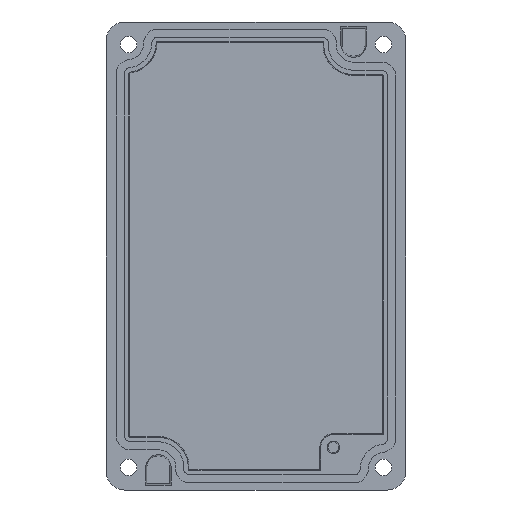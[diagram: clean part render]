
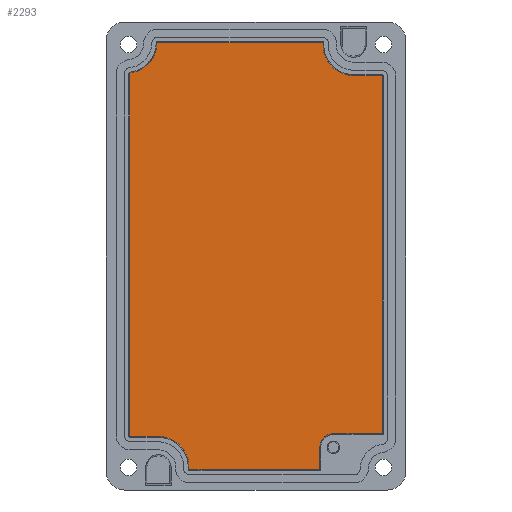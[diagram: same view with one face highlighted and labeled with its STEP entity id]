
A CAD part, front view. The second image highlights one B-rep face of the part: STEP entity #2293.
In plain terms, the highlighted planar face has unit normal (0, -1, 0).
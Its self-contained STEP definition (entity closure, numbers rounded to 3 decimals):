
#2293 = ADVANCED_FACE('',(#2294),#2450,.F.);
#2294 = FACE_BOUND('',#2295,.T.);
#2295 = EDGE_LOOP('',(#2296,#2306,#2314,#2323,#2331,#2339,#2348,#2356,
    #2365,#2374,#2382,#2391,#2400,#2409,#2417,#2426,#2434,#2443));
#2296 = ORIENTED_EDGE('',*,*,#2297,.F.);
#2297 = EDGE_CURVE('',#2298,#2300,#2302,.T.);
#2298 = VERTEX_POINT('',#2299);
#2299 = CARTESIAN_POINT('',(16.979,12.231,-56.83));
#2300 = VERTEX_POINT('',#2301);
#2301 = CARTESIAN_POINT('',(-17.573,12.231,-56.83));
#2302 = LINE('',#2303,#2304);
#2303 = CARTESIAN_POINT('',(26.083,12.231,-56.83));
#2304 = VECTOR('',#2305,1.);
#2305 = DIRECTION('',(-1.,0.,0.));
#2306 = ORIENTED_EDGE('',*,*,#2307,.F.);
#2307 = EDGE_CURVE('',#2308,#2298,#2310,.T.);
#2308 = VERTEX_POINT('',#2309);
#2309 = CARTESIAN_POINT('',(16.979,12.231,-50.942));
#2310 = LINE('',#2311,#2312);
#2311 = CARTESIAN_POINT('',(16.979,12.231,-50.942));
#2312 = VECTOR('',#2313,1.);
#2313 = DIRECTION('',(0.,0.,-1.));
#2314 = ORIENTED_EDGE('',*,*,#2315,.F.);
#2315 = EDGE_CURVE('',#2316,#2308,#2318,.T.);
#2316 = VERTEX_POINT('',#2317);
#2317 = CARTESIAN_POINT('',(20.692,12.231,-47.228));
#2318 = CIRCLE('',#2319,3.713);
#2319 = AXIS2_PLACEMENT_3D('',#2320,#2321,#2322);
#2320 = CARTESIAN_POINT('',(20.692,12.231,-50.942));
#2321 = DIRECTION('',(0.,-1.,0.));
#2322 = DIRECTION('',(0.,0.,1.));
#2323 = ORIENTED_EDGE('',*,*,#2324,.F.);
#2324 = EDGE_CURVE('',#2325,#2316,#2327,.T.);
#2325 = VERTEX_POINT('',#2326);
#2326 = CARTESIAN_POINT('',(33.667,12.231,-47.228));
#2327 = LINE('',#2328,#2329);
#2328 = CARTESIAN_POINT('',(33.88,12.231,-47.228));
#2329 = VECTOR('',#2330,1.);
#2330 = DIRECTION('',(-1.,0.,0.));
#2331 = ORIENTED_EDGE('',*,*,#2332,.F.);
#2332 = EDGE_CURVE('',#2333,#2325,#2335,.T.);
#2333 = VERTEX_POINT('',#2334);
#2334 = CARTESIAN_POINT('',(33.667,12.231,47.767));
#2335 = LINE('',#2336,#2337);
#2336 = CARTESIAN_POINT('',(33.667,12.231,47.767));
#2337 = VECTOR('',#2338,1.);
#2338 = DIRECTION('',(0.,0.,-1.));
#2339 = ORIENTED_EDGE('',*,*,#2340,.F.);
#2340 = EDGE_CURVE('',#2341,#2333,#2343,.T.);
#2341 = VERTEX_POINT('',#2342);
#2342 = CARTESIAN_POINT('',(33.398,12.231,48.037));
#2343 = CIRCLE('',#2344,0.269);
#2344 = AXIS2_PLACEMENT_3D('',#2345,#2346,#2347);
#2345 = CARTESIAN_POINT('',(33.398,12.231,47.767));
#2346 = DIRECTION('',(0.,1.,0.));
#2347 = DIRECTION('',(0.,-0.,1.));
#2348 = ORIENTED_EDGE('',*,*,#2349,.F.);
#2349 = EDGE_CURVE('',#2350,#2341,#2352,.T.);
#2350 = VERTEX_POINT('',#2351);
#2351 = CARTESIAN_POINT('',(25.956,12.231,48.037));
#2352 = LINE('',#2353,#2354);
#2353 = CARTESIAN_POINT('',(25.956,12.231,48.037));
#2354 = VECTOR('',#2355,1.);
#2355 = DIRECTION('',(1.,0.,0.));
#2356 = ORIENTED_EDGE('',*,*,#2357,.F.);
#2357 = EDGE_CURVE('',#2358,#2350,#2360,.T.);
#2358 = VERTEX_POINT('',#2359);
#2359 = CARTESIAN_POINT('',(17.842,12.231,56.548));
#2360 = CIRCLE('',#2361,8.123);
#2361 = AXIS2_PLACEMENT_3D('',#2362,#2363,#2364);
#2362 = CARTESIAN_POINT('',(25.956,12.231,56.159));
#2363 = DIRECTION('',(-0.,-1.,0.));
#2364 = DIRECTION('',(0.,-0.,1.));
#2365 = ORIENTED_EDGE('',*,*,#2366,.F.);
#2366 = EDGE_CURVE('',#2367,#2358,#2369,.T.);
#2367 = VERTEX_POINT('',#2368);
#2368 = CARTESIAN_POINT('',(17.573,12.231,56.83));
#2369 = CIRCLE('',#2370,0.269);
#2370 = AXIS2_PLACEMENT_3D('',#2371,#2372,#2373);
#2371 = CARTESIAN_POINT('',(17.573,12.231,56.56));
#2372 = DIRECTION('',(0.,1.,0.));
#2373 = DIRECTION('',(0.,-0.,1.));
#2374 = ORIENTED_EDGE('',*,*,#2375,.F.);
#2375 = EDGE_CURVE('',#2376,#2367,#2378,.T.);
#2376 = VERTEX_POINT('',#2377);
#2377 = CARTESIAN_POINT('',(-26.083,12.231,56.83));
#2378 = LINE('',#2379,#2380);
#2379 = CARTESIAN_POINT('',(-26.083,12.231,56.83));
#2380 = VECTOR('',#2381,1.);
#2381 = DIRECTION('',(1.,0.,0.));
#2382 = ORIENTED_EDGE('',*,*,#2383,.F.);
#2383 = EDGE_CURVE('',#2384,#2376,#2386,.T.);
#2384 = VERTEX_POINT('',#2385);
#2385 = CARTESIAN_POINT('',(-26.352,12.231,56.566));
#2386 = CIRCLE('',#2387,0.269);
#2387 = AXIS2_PLACEMENT_3D('',#2388,#2389,#2390);
#2388 = CARTESIAN_POINT('',(-26.083,12.231,56.56));
#2389 = DIRECTION('',(0.,1.,0.));
#2390 = DIRECTION('',(0.,-0.,1.));
#2391 = ORIENTED_EDGE('',*,*,#2392,.F.);
#2392 = EDGE_CURVE('',#2393,#2384,#2395,.T.);
#2393 = VERTEX_POINT('',#2394);
#2394 = CARTESIAN_POINT('',(-33.431,12.231,48.703));
#2395 = CIRCLE('',#2396,8.098);
#2396 = AXIS2_PLACEMENT_3D('',#2397,#2398,#2399);
#2397 = CARTESIAN_POINT('',(-34.448,12.231,56.738));
#2398 = DIRECTION('',(-0.,-1.,0.));
#2399 = DIRECTION('',(0.,-0.,1.));
#2400 = ORIENTED_EDGE('',*,*,#2401,.F.);
#2401 = EDGE_CURVE('',#2402,#2393,#2404,.T.);
#2402 = VERTEX_POINT('',#2403);
#2403 = CARTESIAN_POINT('',(-33.667,12.231,48.436));
#2404 = CIRCLE('',#2405,0.269);
#2405 = AXIS2_PLACEMENT_3D('',#2406,#2407,#2408);
#2406 = CARTESIAN_POINT('',(-33.398,12.231,48.436));
#2407 = DIRECTION('',(0.,1.,0.));
#2408 = DIRECTION('',(0.,-0.,1.));
#2409 = ORIENTED_EDGE('',*,*,#2410,.F.);
#2410 = EDGE_CURVE('',#2411,#2402,#2413,.T.);
#2411 = VERTEX_POINT('',#2412);
#2412 = CARTESIAN_POINT('',(-33.667,12.231,-47.767));
#2413 = LINE('',#2414,#2415);
#2414 = CARTESIAN_POINT('',(-33.667,12.231,-47.767));
#2415 = VECTOR('',#2416,1.);
#2416 = DIRECTION('',(-0.,0.,1.));
#2417 = ORIENTED_EDGE('',*,*,#2418,.F.);
#2418 = EDGE_CURVE('',#2419,#2411,#2421,.T.);
#2419 = VERTEX_POINT('',#2420);
#2420 = CARTESIAN_POINT('',(-33.398,12.231,-48.037));
#2421 = CIRCLE('',#2422,0.269);
#2422 = AXIS2_PLACEMENT_3D('',#2423,#2424,#2425);
#2423 = CARTESIAN_POINT('',(-33.398,12.231,-47.767));
#2424 = DIRECTION('',(0.,1.,0.));
#2425 = DIRECTION('',(0.,-0.,1.));
#2426 = ORIENTED_EDGE('',*,*,#2427,.F.);
#2427 = EDGE_CURVE('',#2428,#2419,#2430,.T.);
#2428 = VERTEX_POINT('',#2429);
#2429 = CARTESIAN_POINT('',(-25.956,12.231,-48.037));
#2430 = LINE('',#2431,#2432);
#2431 = CARTESIAN_POINT('',(-25.956,12.231,-48.037));
#2432 = VECTOR('',#2433,1.);
#2433 = DIRECTION('',(-1.,0.,0.));
#2434 = ORIENTED_EDGE('',*,*,#2435,.F.);
#2435 = EDGE_CURVE('',#2436,#2428,#2438,.T.);
#2436 = VERTEX_POINT('',#2437);
#2437 = CARTESIAN_POINT('',(-17.842,12.231,-56.548));
#2438 = CIRCLE('',#2439,8.123);
#2439 = AXIS2_PLACEMENT_3D('',#2440,#2441,#2442);
#2440 = CARTESIAN_POINT('',(-25.956,12.231,-56.159));
#2441 = DIRECTION('',(-0.,-1.,0.));
#2442 = DIRECTION('',(0.,0.,1.));
#2443 = ORIENTED_EDGE('',*,*,#2444,.F.);
#2444 = EDGE_CURVE('',#2300,#2436,#2445,.T.);
#2445 = CIRCLE('',#2446,0.269);
#2446 = AXIS2_PLACEMENT_3D('',#2447,#2448,#2449);
#2447 = CARTESIAN_POINT('',(-17.573,12.231,-56.56));
#2448 = DIRECTION('',(0.,1.,0.));
#2449 = DIRECTION('',(0.,-0.,1.));
#2450 = PLANE('',#2451);
#2451 = AXIS2_PLACEMENT_3D('',#2452,#2453,#2454);
#2452 = CARTESIAN_POINT('',(-34.9,12.231,-57.25));
#2453 = DIRECTION('',(0.,1.,0.));
#2454 = DIRECTION('',(0.,-0.,1.));
